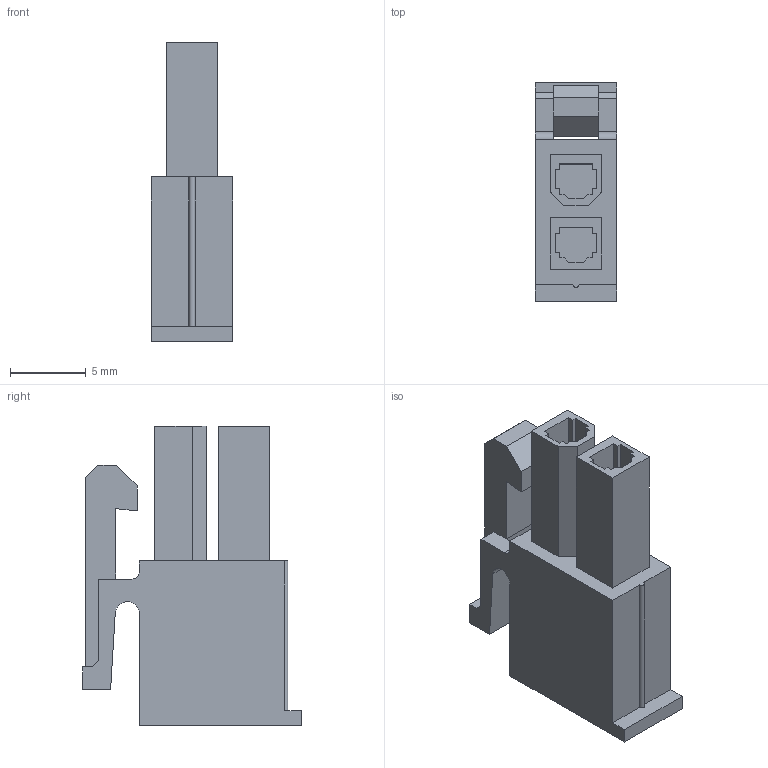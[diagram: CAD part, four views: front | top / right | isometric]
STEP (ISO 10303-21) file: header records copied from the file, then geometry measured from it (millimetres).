
FILE_DESCRIPTION((''),'2;1');
FILE_NAME('10127815-02LFC_SW0001','2014-04-22T',('TaiK'),('FCI - ELX Division'),'PRO/ENGINEER BY PARAMETRIC TECHNOLOGY CORPORATION, 2013150','PRO/ENGINEER BY PARAMETRIC TECHNOLOGY CORPORATION, 2013150','');
FILE_SCHEMA(('CONFIG_CONTROL_DESIGN'));
Length unit declared in the file: millimetre
Products named in the file (1): 10127815-02LFC_SW0001
Bounding box: 5.4 x 14.45 x 19.8 mm (x, y, z)
Volume: 565.4 mm3; surface area: 1332.1 mm2
Topology: 1 solids, 1 shells, 92 faces, 252 edges, 166 vertices
Faces by surface type: plane 87, cylinder 5
Entity records: 2900 total; most frequent: CARTESIAN_POINT 510, ORIENTED_EDGE 504, DIRECTION 446, EDGE_CURVE 252, VECTOR 242, LINE 242, VERTEX_POINT 166, AXIS2_PLACEMENT_3D 102
